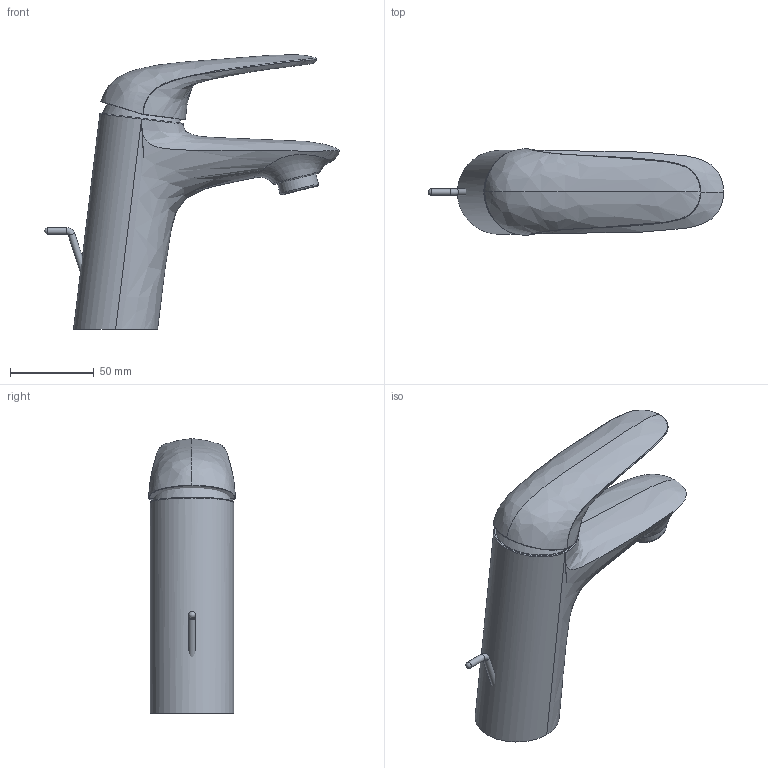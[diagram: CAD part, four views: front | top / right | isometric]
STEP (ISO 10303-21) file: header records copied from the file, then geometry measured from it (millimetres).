
FILE_DESCRIPTION(/* description */ ('Unknown'),/* implementation_level */ '2;1');
FILE_NAME(/* name */ '23581001',/* time_stamp */ '2022-09-07T08:07:43+02:00',/* author */ ('Unknown'),/* organization */ ('GROHE AG'),/* preprocessor_version */ 'ST-DEVELOPER v16.7',/* originating_system */ 'DEX',/* authorisation */ $);
FILE_SCHEMA (('AUTOMOTIVE_DESIGN {1 0 10303 214 3 1 1}'));
Length unit declared in the file: millimetre
Products named in the file (6): 23581001; 23581001_0; 23581001_1; 23581001_2; 23581001_3
Assembly tree (5 placements, depth 2):
  23581001
    23581001
    23581001_0
    23581001_1
    23581001_2
    23581001_3
Bounding box: 176.05 x 51.76 x 163.78 mm (x, y, z)
Volume: 435987.3 mm3; surface area: 56266.1 mm2
Topology: 5 solids, 5 shells, 63 faces, 136 edges, 82 vertices
Faces by surface type: bspline 30, plane 14, cylinder 12, cone 3, torus 2, sphere 2
Full cylindrical faces by diameter (mm): 4 x2, 20.1 x2, 20.9 x1, 21.1 x1, 22.4 x2, 23.6 x1, 24 x1, 45.8 x1
Entity records: 5104 total; most frequent: CARTESIAN_POINT 3935, ORIENTED_EDGE 214, DIRECTION 149, EDGE_CURVE 107, EDGE_LOOP 86, FACE_BOUND 86, VERTEX_POINT 77, AXIS2_PLACEMENT_3D 74
